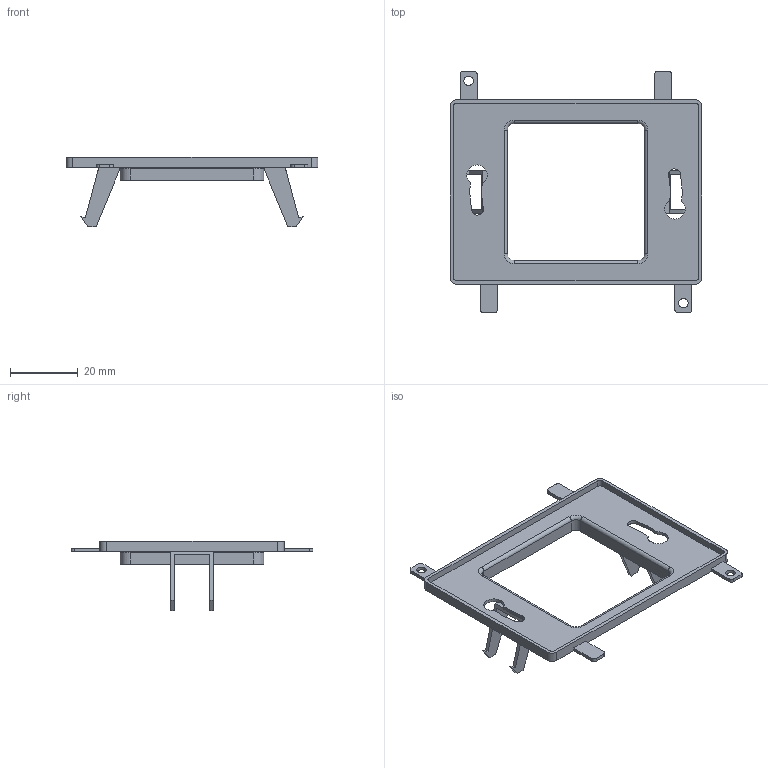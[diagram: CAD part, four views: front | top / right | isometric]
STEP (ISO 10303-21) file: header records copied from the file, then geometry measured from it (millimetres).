
FILE_DESCRIPTION (( 'STEP AP214' ), '1' );
FILE_NAME ('Ñáîðêà2.STEP', '2016-07-19T12:24:42', ( '' ), ( '' ), 'SwSTEP 2.0', 'SolidWorks 2014', '' );
FILE_SCHEMA (( 'AUTOMOTIVE_DESIGN' ));
Length unit declared in the file: millimetre
Products named in the file (1): 栖闉罻2
Bounding box: 74.5 x 71.5 x 20.5 mm (x, y, z)
Volume: 4032.7 mm3; surface area: 8815.5 mm2
Topology: 3 solids, 3 shells, 129 faces, 343 edges, 222 vertices
Faces by surface type: plane 68, cylinder 49, torus 8, bspline 4
Entity records: 5550 total; most frequent: CARTESIAN_POINT 779, DIRECTION 693, ORIENTED_EDGE 686, EDGE_CURVE 343, AXIS2_PLACEMENT_3D 232, VECTOR 229, LINE 229, VERTEX_POINT 222
